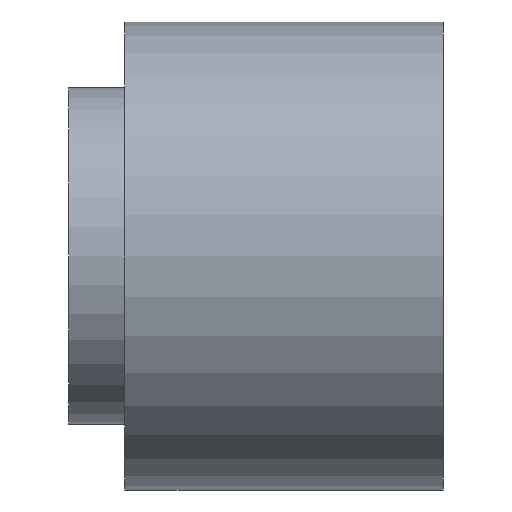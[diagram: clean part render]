
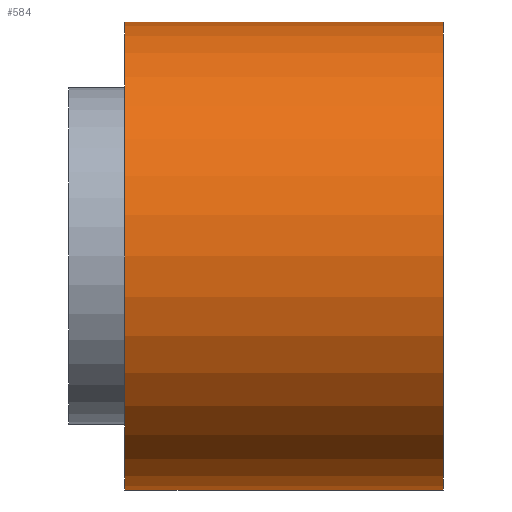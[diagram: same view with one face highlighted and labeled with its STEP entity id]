
A CAD part, left-side view. The second image highlights one B-rep face of the part: STEP entity #584.
In plain terms, the highlighted cylindrical face has radius 12.5 mm (diameter 25 mm), a partial arc.
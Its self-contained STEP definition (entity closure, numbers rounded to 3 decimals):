
#11 = DIRECTION ( 'NONE',  ( 0., 1., 0. ) ) ;
#13 = EDGE_CURVE ( 'NONE', #183, #281, #165, .T. ) ;
#45 = AXIS2_PLACEMENT_3D ( 'NONE', #524, #96, #371 ) ;
#59 = FACE_OUTER_BOUND ( 'NONE', #570, .T. ) ;
#96 = DIRECTION ( 'NONE',  ( 0., -1., 0. ) ) ;
#104 = DIRECTION ( 'NONE',  ( 0., 0., 1. ) ) ;
#143 = ORIENTED_EDGE ( 'NONE', *, *, #304, .F. ) ;
#147 = VECTOR ( 'NONE', #11, 1000. ) ;
#165 = CIRCLE ( 'NONE', #520, 12.5 ) ;
#179 = ORIENTED_EDGE ( 'NONE', *, *, #483, .F. ) ;
#183 = VERTEX_POINT ( 'NONE', #220 ) ;
#190 = ORIENTED_EDGE ( 'NONE', *, *, #242, .T. ) ;
#207 = VERTEX_POINT ( 'NONE', #312 ) ;
#218 = LINE ( 'NONE', #405, #593 ) ;
#220 = CARTESIAN_POINT ( 'NONE',  ( 0., 9., 12.5 ) ) ;
#242 = EDGE_CURVE ( 'NONE', #207, #183, #218, .T. ) ;
#243 = CARTESIAN_POINT ( 'NONE',  ( 0., -1., -12.5 ) ) ;
#253 = DIRECTION ( 'NONE',  ( 0., 0., -1. ) ) ;
#281 = VERTEX_POINT ( 'NONE', #367 ) ;
#283 = CIRCLE ( 'NONE', #45, 12.5 ) ;
#288 = DIRECTION ( 'NONE',  ( 0., 1., 0. ) ) ;
#293 = AXIS2_PLACEMENT_3D ( 'NONE', #492, #288, #104 ) ;
#299 = CYLINDRICAL_SURFACE ( 'NONE', #293, 12.5 ) ;
#304 = EDGE_CURVE ( 'NONE', #207, #322, #283, .T. ) ;
#312 = CARTESIAN_POINT ( 'NONE',  ( 0., -8., 12.5 ) ) ;
#322 = VERTEX_POINT ( 'NONE', #476 ) ;
#344 = DIRECTION ( 'NONE',  ( 0., -1., 0. ) ) ;
#361 = DIRECTION ( 'NONE',  ( 0., 1., 0. ) ) ;
#367 = CARTESIAN_POINT ( 'NONE',  ( 0., 9., -12.5 ) ) ;
#371 = DIRECTION ( 'NONE',  ( 0., 0., -1. ) ) ;
#405 = CARTESIAN_POINT ( 'NONE',  ( 0., -1., 12.5 ) ) ;
#446 = LINE ( 'NONE', #243, #147 ) ;
#476 = CARTESIAN_POINT ( 'NONE',  ( 0., -8., -12.5 ) ) ;
#480 = ORIENTED_EDGE ( 'NONE', *, *, #13, .T. ) ;
#483 = EDGE_CURVE ( 'NONE', #322, #281, #446, .T. ) ;
#492 = CARTESIAN_POINT ( 'NONE',  ( 0., -1., 0. ) ) ;
#520 = AXIS2_PLACEMENT_3D ( 'NONE', #595, #344, #253 ) ;
#524 = CARTESIAN_POINT ( 'NONE',  ( 0., -8., 0. ) ) ;
#570 = EDGE_LOOP ( 'NONE', ( #179, #143, #190, #480 ) ) ;
#584 = ADVANCED_FACE ( 'NONE', ( #59 ), #299, .T. ) ;
#593 = VECTOR ( 'NONE', #361, 1000. ) ;
#595 = CARTESIAN_POINT ( 'NONE',  ( 0., 9., 0. ) ) ;
